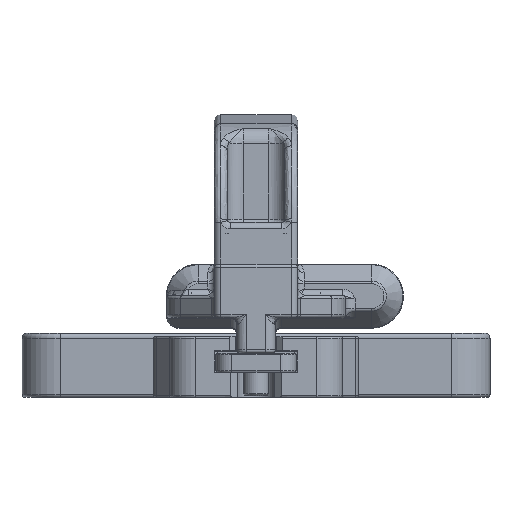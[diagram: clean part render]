
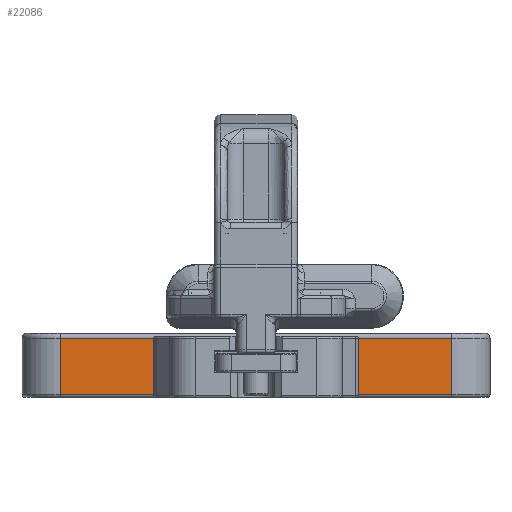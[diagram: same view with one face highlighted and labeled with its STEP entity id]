
A CAD part, front view. The second image highlights one B-rep face of the part: STEP entity #22086.
In plain terms, the highlighted planar face has unit normal (0, -1, 0).
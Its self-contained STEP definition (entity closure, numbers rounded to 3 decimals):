
#63 = LINE ( 'NONE', #6616, #9239 ) ;
#1296 = ORIENTED_EDGE ( 'NONE', *, *, #19675, .T. ) ;
#2494 = EDGE_CURVE ( 'NONE', #34823, #5099, #39700, .T. ) ;
#2897 = DIRECTION ( 'NONE',  ( 0., 0., 1. ) ) ;
#3140 = FACE_OUTER_BOUND ( 'NONE', #26266, .T. ) ;
#3353 = DIRECTION ( 'NONE',  ( -1., 0., 0. ) ) ;
#5099 = VERTEX_POINT ( 'NONE', #11503 ) ;
#5467 = CARTESIAN_POINT ( 'NONE',  ( 211.002, 862.48, 810.218 ) ) ;
#6616 = CARTESIAN_POINT ( 'NONE',  ( 333.002, 862.48, 829.218 ) ) ;
#6975 = CARTESIAN_POINT ( 'NONE',  ( 333.002, 862.48, 810.218 ) ) ;
#7227 = ORIENTED_EDGE ( 'NONE', *, *, #22812, .T. ) ;
#7255 = ORIENTED_EDGE ( 'NONE', *, *, #13607, .T. ) ;
#7688 = LINE ( 'NONE', #21060, #15675 ) ;
#8309 = EDGE_CURVE ( 'NONE', #36114, #34823, #63, .T. ) ;
#9239 = VECTOR ( 'NONE', #2897, 1000. ) ;
#9501 = PLANE ( 'NONE',  #16527 ) ;
#9577 = VECTOR ( 'NONE', #35131, 1000. ) ;
#10188 = VECTOR ( 'NONE', #38842, 1000. ) ;
#11018 = LINE ( 'NONE', #30737, #18444 ) ;
#11503 = CARTESIAN_POINT ( 'NONE',  ( 211.002, 862.48, 827.718 ) ) ;
#11701 = CARTESIAN_POINT ( 'NONE',  ( 199.002, 862.48, 810.218 ) ) ;
#12059 = CARTESIAN_POINT ( 'NONE',  ( 288.912, 862.48, 810.218 ) ) ;
#12767 = DIRECTION ( 'NONE',  ( 1., 0., 0. ) ) ;
#13208 = CARTESIAN_POINT ( 'NONE',  ( 199.002, 862.48, 829.218 ) ) ;
#13607 = EDGE_CURVE ( 'NONE', #5099, #25781, #11018, .T. ) ;
#14097 = DIRECTION ( 'NONE',  ( 0., 0., -1. ) ) ;
#15675 = VECTOR ( 'NONE', #34419, 1000. ) ;
#15979 = LINE ( 'NONE', #42680, #23524 ) ;
#16508 = DIRECTION ( 'NONE',  ( -1., 0., 0. ) ) ;
#16527 = AXIS2_PLACEMENT_3D ( 'NONE', #13208, #22857, #16508 ) ;
#18444 = VECTOR ( 'NONE', #14097, 1000. ) ;
#18782 = VECTOR ( 'NONE', #12767, 1000. ) ;
#19675 = EDGE_CURVE ( 'NONE', #39611, #32842, #42125, .T. ) ;
#20515 = EDGE_CURVE ( 'NONE', #23325, #28745, #15979, .T. ) ;
#21060 = CARTESIAN_POINT ( 'NONE',  ( 199.002, 862.48, 810.218 ) ) ;
#21297 = CARTESIAN_POINT ( 'NONE',  ( 255.091, 862.48, 810.218 ) ) ;
#22086 = ADVANCED_FACE ( 'NONE', ( #3140 ), #9501, .F. ) ;
#22812 = EDGE_CURVE ( 'NONE', #28745, #36114, #25477, .T. ) ;
#22857 = DIRECTION ( 'NONE',  ( 0., 1., 0. ) ) ;
#23325 = VERTEX_POINT ( 'NONE', #28060 ) ;
#23524 = VECTOR ( 'NONE', #33708, 1000. ) ;
#23802 = ORIENTED_EDGE ( 'NONE', *, *, #28851, .T. ) ;
#25172 = ORIENTED_EDGE ( 'NONE', *, *, #8309, .T. ) ;
#25413 = EDGE_CURVE ( 'NONE', #32842, #23325, #32697, .T. ) ;
#25477 = LINE ( 'NONE', #11701, #9577 ) ;
#25781 = VERTEX_POINT ( 'NONE', #5467 ) ;
#25914 = CARTESIAN_POINT ( 'NONE',  ( 255.091, 862.48, 825.829 ) ) ;
#26266 = EDGE_LOOP ( 'NONE', ( #36368, #7227, #25172, #36797, #7255, #23802, #1296, #28353 ) ) ;
#26439 = CARTESIAN_POINT ( 'NONE',  ( 333.002, 862.48, 827.718 ) ) ;
#28060 = CARTESIAN_POINT ( 'NONE',  ( 288.912, 862.48, 826.668 ) ) ;
#28353 = ORIENTED_EDGE ( 'NONE', *, *, #25413, .T. ) ;
#28745 = VERTEX_POINT ( 'NONE', #12059 ) ;
#28851 = EDGE_CURVE ( 'NONE', #25781, #39611, #7688, .T. ) ;
#29842 = CARTESIAN_POINT ( 'NONE',  ( 211.002, 862.48, 827.718 ) ) ;
#30737 = CARTESIAN_POINT ( 'NONE',  ( 211.002, 862.48, 829.218 ) ) ;
#32697 = LINE ( 'NONE', #35093, #18782 ) ;
#32842 = VERTEX_POINT ( 'NONE', #43260 ) ;
#33708 = DIRECTION ( 'NONE',  ( 0., 0., -1. ) ) ;
#34419 = DIRECTION ( 'NONE',  ( 1., 0., 0. ) ) ;
#34823 = VERTEX_POINT ( 'NONE', #26439 ) ;
#35093 = CARTESIAN_POINT ( 'NONE',  ( 288.145, 862.48, 826.668 ) ) ;
#35131 = DIRECTION ( 'NONE',  ( 1., 0., 0. ) ) ;
#36114 = VERTEX_POINT ( 'NONE', #6975 ) ;
#36368 = ORIENTED_EDGE ( 'NONE', *, *, #20515, .T. ) ;
#36797 = ORIENTED_EDGE ( 'NONE', *, *, #2494, .T. ) ;
#38842 = DIRECTION ( 'NONE',  ( 0., 0., 1. ) ) ;
#39611 = VERTEX_POINT ( 'NONE', #21297 ) ;
#39661 = VECTOR ( 'NONE', #3353, 1000. ) ;
#39700 = LINE ( 'NONE', #29842, #39661 ) ;
#42125 = LINE ( 'NONE', #25914, #10188 ) ;
#42680 = CARTESIAN_POINT ( 'NONE',  ( 288.912, 862.48, 809.218 ) ) ;
#43260 = CARTESIAN_POINT ( 'NONE',  ( 255.091, 862.48, 826.668 ) ) ;
